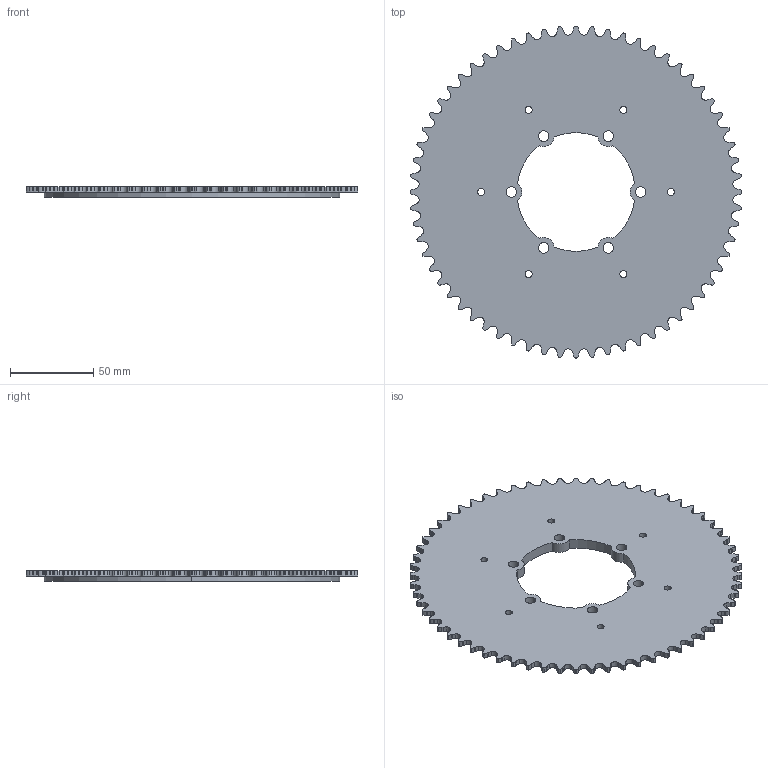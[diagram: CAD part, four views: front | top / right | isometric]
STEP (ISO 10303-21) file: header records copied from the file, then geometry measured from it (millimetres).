
FILE_DESCRIPTION (( 'STEP AP214' ), '1' );
FILE_NAME ('Sprocket THE RIGHT ONE.STEP', '2024-02-14T01:52:48', ( '' ), ( '' ), 'SwSTEP 2.0', 'SolidWorks 2023', '' );
FILE_SCHEMA (( 'AUTOMOTIVE_DESIGN' ));
Length unit declared in the file: inch
Products named in the file (1): Sprocket THE RIGHT ONE
Bounding box: 199.66 x 199.66 x 6.35 mm (x, y, z)
Volume: 107064.1 mm3; surface area: 63677.9 mm2
Topology: 1 solids, 1 shells, 691 faces, 2028 edges, 1352 vertices
Faces by surface type: cylinder 522, plane 169
Entity records: 23585 total; most frequent: DIRECTION 4456, CARTESIAN_POINT 4072, ORIENTED_EDGE 4056, EDGE_CURVE 2028, AXIS2_PLACEMENT_3D 1736, VERTEX_POINT 1352, CIRCLE 1044, LINE 984
